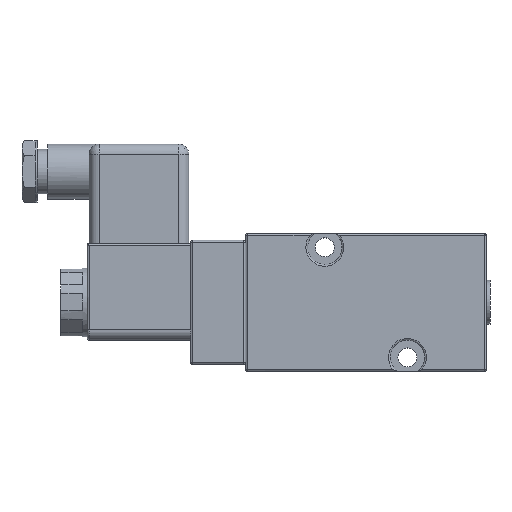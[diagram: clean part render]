
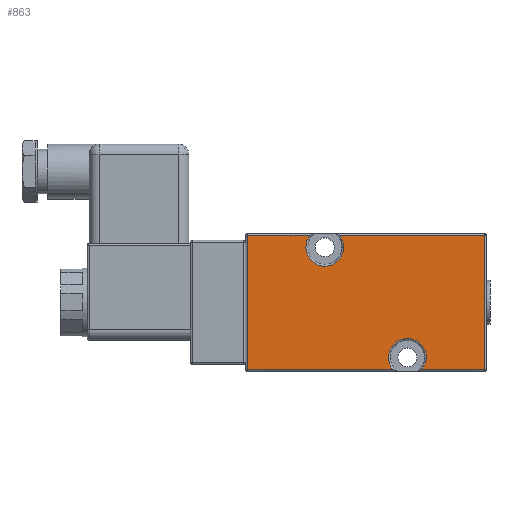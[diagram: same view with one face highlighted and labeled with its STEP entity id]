
A CAD part, top view. The second image highlights one B-rep face of the part: STEP entity #863.
In plain terms, the highlighted planar face has unit normal (0, 0, 1).
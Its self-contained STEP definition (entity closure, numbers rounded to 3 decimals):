
#157=CARTESIAN_POINT('',(-31.243,-42.756,52.311));
#158=VERTEX_POINT('',#157);
#159=CARTESIAN_POINT('',(-22.757,-42.756,52.311));
#160=VERTEX_POINT('',#159);
#161=CARTESIAN_POINT('',(-27.0,-39.256,52.311));
#162=DIRECTION('',(0.0,0.0,-1.0));
#163=DIRECTION('',(1.0,0.0,0.0));
#164=AXIS2_PLACEMENT_3D('',#161,#162,#163);
#165=CIRCLE('',#164,5.5);
#166=EDGE_CURVE('',#158,#160,#165,.T.);
#225=CARTESIAN_POINT('',(-46.757,-3.756,52.311));
#226=VERTEX_POINT('',#225);
#227=CARTESIAN_POINT('',(-55.243,-3.756,52.311));
#228=VERTEX_POINT('',#227);
#229=CARTESIAN_POINT('',(-51.,-7.256,52.311));
#230=DIRECTION('',(0.0,0.0,-1.0));
#231=DIRECTION('',(1.0,0.0,0.0));
#232=AXIS2_PLACEMENT_3D('',#229,#230,#231);
#233=CIRCLE('',#232,5.5);
#234=EDGE_CURVE('',#226,#228,#233,.T.);
#601=CARTESIAN_POINT('',(-4.5,-3.756,52.311));
#602=VERTEX_POINT('',#601);
#636=CARTESIAN_POINT('',(-4.5,-42.756,52.311));
#637=VERTEX_POINT('',#636);
#669=CARTESIAN_POINT('',(-73.5,-3.756,52.311));
#670=VERTEX_POINT('',#669);
#702=CARTESIAN_POINT('',(-73.5,-42.756,52.311));
#703=VERTEX_POINT('',#702);
#734=CARTESIAN_POINT('',(-55.243,-3.756,52.311));
#735=DIRECTION('',(-1.0,0.0,0.0));
#736=VECTOR('',#735,18.257);
#737=LINE('',#734,#736);
#738=EDGE_CURVE('',#228,#670,#737,.T.);
#756=CARTESIAN_POINT('',(-4.5,-3.756,52.311));
#757=DIRECTION('',(-1.0,0.0,0.0));
#758=VECTOR('',#757,42.257);
#759=LINE('',#756,#758);
#760=EDGE_CURVE('',#602,#226,#759,.T.);
#771=CARTESIAN_POINT('',(-4.5,-42.756,52.311));
#772=DIRECTION('',(0.0,1.0,0.0));
#773=VECTOR('',#772,39.);
#774=LINE('',#771,#773);
#775=EDGE_CURVE('',#637,#602,#774,.T.);
#793=CARTESIAN_POINT('',(-22.757,-42.756,52.311));
#794=DIRECTION('',(1.0,0.0,0.0));
#795=VECTOR('',#794,18.257);
#796=LINE('',#793,#795);
#797=EDGE_CURVE('',#160,#637,#796,.T.);
#815=CARTESIAN_POINT('',(-73.5,-42.756,52.311));
#816=DIRECTION('',(1.0,0.0,0.0));
#817=VECTOR('',#816,42.257);
#818=LINE('',#815,#817);
#819=EDGE_CURVE('',#703,#158,#818,.T.);
#837=CARTESIAN_POINT('',(-73.5,-3.756,52.311));
#838=DIRECTION('',(0.0,-1.0,0.0));
#839=VECTOR('',#838,39.);
#840=LINE('',#837,#839);
#841=EDGE_CURVE('',#670,#703,#840,.T.);
#848=CARTESIAN_POINT('',(-120.0,-43.256,52.311));
#849=DIRECTION('',(0.0,0.0,1.0));
#850=DIRECTION('',(1.0,0.0,0.0));
#851=AXIS2_PLACEMENT_3D('',#848,#849,#850);
#852=PLANE('',#851);
#853=ORIENTED_EDGE('',*,*,#841,.T.);
#854=ORIENTED_EDGE('',*,*,#819,.T.);
#855=ORIENTED_EDGE('',*,*,#166,.T.);
#856=ORIENTED_EDGE('',*,*,#797,.T.);
#857=ORIENTED_EDGE('',*,*,#775,.T.);
#858=ORIENTED_EDGE('',*,*,#760,.T.);
#859=ORIENTED_EDGE('',*,*,#234,.T.);
#860=ORIENTED_EDGE('',*,*,#738,.T.);
#861=EDGE_LOOP('',(#853,#854,#855,#856,#857,#858,#859,#860));
#862=FACE_OUTER_BOUND('',#861,.T.);
#863=ADVANCED_FACE('',(#862),#852,.T.);
